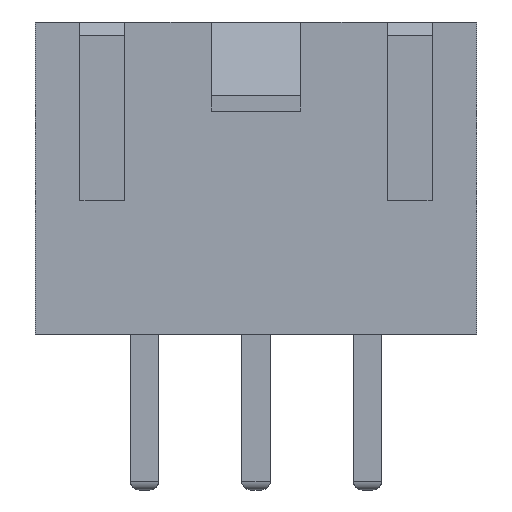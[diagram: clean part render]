
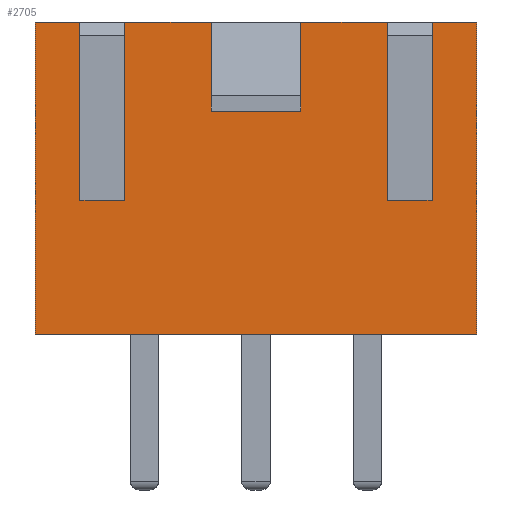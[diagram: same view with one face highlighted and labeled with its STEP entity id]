
A CAD part, front view. The second image highlights one B-rep face of the part: STEP entity #2705.
In plain terms, the highlighted planar face has unit normal (0, -1, 0).
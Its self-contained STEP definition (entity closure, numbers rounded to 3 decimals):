
#2685=AXIS2_PLACEMENT_3D('Plane Axis2P3D',#2682,#2683,#2684) ;
#57=CARTESIAN_POINT('Vertex',(3.95,-2.9,3.)) ;
#60=CARTESIAN_POINT('Line Origine',(3.95,-2.9,5.)) ;
#64=CARTESIAN_POINT('Vertex',(3.95,-2.9,7.)) ;
#85=CARTESIAN_POINT('Line Origine',(4.45,-2.9,7.)) ;
#89=CARTESIAN_POINT('Vertex',(4.95,-2.9,7.)) ;
#110=CARTESIAN_POINT('Vertex',(-4.95,-2.9,7.)) ;
#113=CARTESIAN_POINT('Line Origine',(-4.45,-2.9,7.)) ;
#117=CARTESIAN_POINT('Vertex',(-3.95,-2.9,7.)) ;
#224=CARTESIAN_POINT('Line Origine',(4.95,-2.9,3.5)) ;
#228=CARTESIAN_POINT('Vertex',(4.95,-2.9,0.)) ;
#292=CARTESIAN_POINT('Vertex',(-4.95,-2.9,0.)) ;
#295=CARTESIAN_POINT('Line Origine',(-4.95,-2.9,3.5)) ;
#314=CARTESIAN_POINT('Line Origine',(-3.95,-2.9,5.)) ;
#318=CARTESIAN_POINT('Vertex',(-3.95,-2.9,3.)) ;
#358=CARTESIAN_POINT('Line Origine',(0.,-2.9,0.)) ;
#494=CARTESIAN_POINT('Line Origine',(-3.45,-2.9,3.)) ;
#498=CARTESIAN_POINT('Vertex',(-2.95,-2.9,3.)) ;
#754=CARTESIAN_POINT('Line Origine',(-2.95,-2.9,5.)) ;
#758=CARTESIAN_POINT('Vertex',(-2.95,-2.9,7.)) ;
#795=CARTESIAN_POINT('Line Origine',(-1.975,-2.9,7.)) ;
#799=CARTESIAN_POINT('Vertex',(-1.,-2.9,7.)) ;
#806=CARTESIAN_POINT('Vertex',(1.,-2.9,7.)) ;
#809=CARTESIAN_POINT('Line Origine',(1.975,-2.9,7.)) ;
#813=CARTESIAN_POINT('Vertex',(2.95,-2.9,7.)) ;
#861=CARTESIAN_POINT('Line Origine',(2.95,-2.9,5.)) ;
#865=CARTESIAN_POINT('Vertex',(2.95,-2.9,3.)) ;
#2297=CARTESIAN_POINT('Vertex',(1.,-2.9,5.)) ;
#2300=CARTESIAN_POINT('Line Origine',(1.,-2.9,6.)) ;
#2326=CARTESIAN_POINT('Vertex',(-1.,-2.9,5.)) ;
#2329=CARTESIAN_POINT('Line Origine',(0.,-2.9,5.)) ;
#2346=CARTESIAN_POINT('Line Origine',(-1.,-2.9,6.)) ;
#2670=CARTESIAN_POINT('Line Origine',(3.45,-2.9,3.)) ;
#2682=CARTESIAN_POINT('Axis2P3D Location',(4.95,-2.9,0.)) ;
#61=DIRECTION('Vector Direction',(0.,0.,-1.)) ;
#86=DIRECTION('Vector Direction',(-1.,0.,0.)) ;
#114=DIRECTION('Vector Direction',(-1.,0.,0.)) ;
#225=DIRECTION('Vector Direction',(0.,0.,1.)) ;
#296=DIRECTION('Vector Direction',(0.,0.,1.)) ;
#315=DIRECTION('Vector Direction',(0.,0.,-1.)) ;
#359=DIRECTION('Vector Direction',(-1.,0.,0.)) ;
#495=DIRECTION('Vector Direction',(1.,0.,0.)) ;
#755=DIRECTION('Vector Direction',(0.,0.,1.)) ;
#796=DIRECTION('Vector Direction',(-1.,0.,0.)) ;
#810=DIRECTION('Vector Direction',(-1.,0.,0.)) ;
#862=DIRECTION('Vector Direction',(0.,0.,1.)) ;
#2301=DIRECTION('Vector Direction',(0.,0.,1.)) ;
#2330=DIRECTION('Vector Direction',(-1.,0.,0.)) ;
#2347=DIRECTION('Vector Direction',(0.,0.,-1.)) ;
#2671=DIRECTION('Vector Direction',(-1.,0.,0.)) ;
#2683=DIRECTION('Axis2P3D Direction',(0.,1.,-0.)) ;
#2684=DIRECTION('Axis2P3D XDirection',(-1.,0.,0.)) ;
#62=VECTOR('Line Direction',#61,1.) ;
#87=VECTOR('Line Direction',#86,1.) ;
#115=VECTOR('Line Direction',#114,1.) ;
#226=VECTOR('Line Direction',#225,1.) ;
#297=VECTOR('Line Direction',#296,1.) ;
#316=VECTOR('Line Direction',#315,1.) ;
#360=VECTOR('Line Direction',#359,1.) ;
#496=VECTOR('Line Direction',#495,1.) ;
#756=VECTOR('Line Direction',#755,1.) ;
#797=VECTOR('Line Direction',#796,1.) ;
#811=VECTOR('Line Direction',#810,1.) ;
#863=VECTOR('Line Direction',#862,1.) ;
#2302=VECTOR('Line Direction',#2301,1.) ;
#2331=VECTOR('Line Direction',#2330,1.) ;
#2348=VECTOR('Line Direction',#2347,1.) ;
#2672=VECTOR('Line Direction',#2671,1.) ;
#2688=ORIENTED_EDGE('',*,*,#66,.T.) ;
#2689=ORIENTED_EDGE('',*,*,#2674,.T.) ;
#2690=ORIENTED_EDGE('',*,*,#867,.T.) ;
#2691=ORIENTED_EDGE('',*,*,#815,.F.) ;
#2692=ORIENTED_EDGE('',*,*,#2304,.F.) ;
#2693=ORIENTED_EDGE('',*,*,#2333,.F.) ;
#2694=ORIENTED_EDGE('',*,*,#2350,.F.) ;
#2695=ORIENTED_EDGE('',*,*,#801,.F.) ;
#2696=ORIENTED_EDGE('',*,*,#760,.F.) ;
#2697=ORIENTED_EDGE('',*,*,#500,.F.) ;
#2698=ORIENTED_EDGE('',*,*,#320,.F.) ;
#2699=ORIENTED_EDGE('',*,*,#119,.F.) ;
#2700=ORIENTED_EDGE('',*,*,#299,.F.) ;
#2701=ORIENTED_EDGE('',*,*,#362,.T.) ;
#2702=ORIENTED_EDGE('',*,*,#230,.T.) ;
#2703=ORIENTED_EDGE('',*,*,#91,.F.) ;
#2705=ADVANCED_FACE('PartBody',(#2704),#2686,.F.) ;
#66=EDGE_CURVE('',#65,#58,#63,.T.) ;
#91=EDGE_CURVE('',#65,#90,#88,.F.) ;
#119=EDGE_CURVE('',#111,#118,#116,.F.) ;
#230=EDGE_CURVE('',#229,#90,#227,.T.) ;
#299=EDGE_CURVE('',#293,#111,#298,.T.) ;
#320=EDGE_CURVE('',#118,#319,#317,.T.) ;
#362=EDGE_CURVE('',#293,#229,#361,.F.) ;
#500=EDGE_CURVE('',#319,#499,#497,.T.) ;
#760=EDGE_CURVE('',#499,#759,#757,.T.) ;
#801=EDGE_CURVE('',#759,#800,#798,.F.) ;
#815=EDGE_CURVE('',#807,#814,#812,.F.) ;
#867=EDGE_CURVE('',#866,#814,#864,.T.) ;
#2304=EDGE_CURVE('',#2298,#807,#2303,.T.) ;
#2333=EDGE_CURVE('',#2327,#2298,#2332,.F.) ;
#2350=EDGE_CURVE('',#800,#2327,#2349,.T.) ;
#2674=EDGE_CURVE('',#58,#866,#2673,.T.) ;
#2687=EDGE_LOOP('',(#2688,#2689,#2690,#2691,#2692,#2693,#2694,#2695,#2696,#2697,#2698,#2699,#2700,#2701,#2702,#2703)) ;
#2704=FACE_OUTER_BOUND('',#2687,.T.) ;
#63=LINE('Line',#60,#62) ;
#88=LINE('Line',#85,#87) ;
#116=LINE('Line',#113,#115) ;
#227=LINE('Line',#224,#226) ;
#298=LINE('Line',#295,#297) ;
#317=LINE('Line',#314,#316) ;
#361=LINE('Line',#358,#360) ;
#497=LINE('Line',#494,#496) ;
#757=LINE('Line',#754,#756) ;
#798=LINE('Line',#795,#797) ;
#812=LINE('Line',#809,#811) ;
#864=LINE('Line',#861,#863) ;
#2303=LINE('Line',#2300,#2302) ;
#2332=LINE('Line',#2329,#2331) ;
#2349=LINE('Line',#2346,#2348) ;
#2673=LINE('Line',#2670,#2672) ;
#2686=PLANE('',#2685) ;
#58=VERTEX_POINT('',#57) ;
#65=VERTEX_POINT('',#64) ;
#90=VERTEX_POINT('',#89) ;
#111=VERTEX_POINT('',#110) ;
#118=VERTEX_POINT('',#117) ;
#229=VERTEX_POINT('',#228) ;
#293=VERTEX_POINT('',#292) ;
#319=VERTEX_POINT('',#318) ;
#499=VERTEX_POINT('',#498) ;
#759=VERTEX_POINT('',#758) ;
#800=VERTEX_POINT('',#799) ;
#807=VERTEX_POINT('',#806) ;
#814=VERTEX_POINT('',#813) ;
#866=VERTEX_POINT('',#865) ;
#2298=VERTEX_POINT('',#2297) ;
#2327=VERTEX_POINT('',#2326) ;
